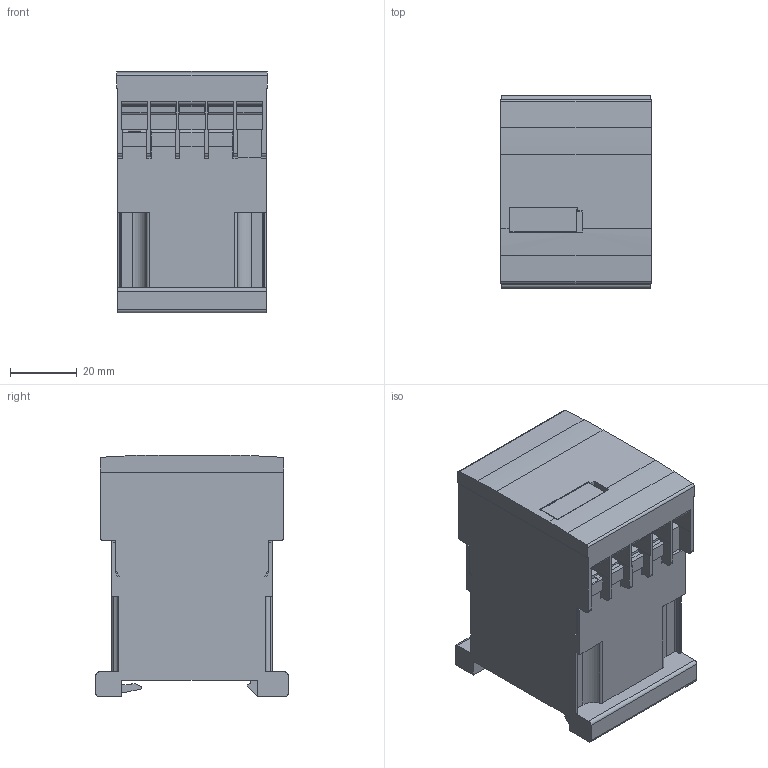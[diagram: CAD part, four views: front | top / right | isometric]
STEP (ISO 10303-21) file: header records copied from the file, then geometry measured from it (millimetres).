
FILE_DESCRIPTION(('STEP AP214'),'1');
FILE_NAME('cctmp_5F43BC27-2751-4A38-928F-2C7AB5C2362C_2023_07_24_19_53_32_0254..stp','2023-07-24T17:53:32',('SIEMENS A&D'),('CADClick - www.CADClick.com'),'Spatial InterOp 3D postprocessed',' ','unknown authorization');
FILE_SCHEMA(('AUTOMOTIVE_DESIGN'));
Length unit declared in the file: millimetre
Products named in the file (1): 2023_07_24_19_53_32_0223
Bounding box: 45 x 57.5 x 72.3 mm (x, y, z)
Volume: 140403.9 mm3; surface area: 29544.5 mm2
Topology: 1 solids, 1 shells, 461 faces, 1347 edges, 894 vertices
Faces by surface type: plane 373, cylinder 80, torus 8
Entity records: 25579 total; most frequent: CARTESIAN_POINT 2867, STYLED_ITEM 2695, PRESENTATION_STYLE_ASSIGNMENT 2695, ORIENTED_EDGE 2678, DIRECTION 2433, EDGE_CURVE 1339, CURVE_STYLE 1339, DRAUGHTING_PRE_DEFINED_CURVE_FONT 1339
